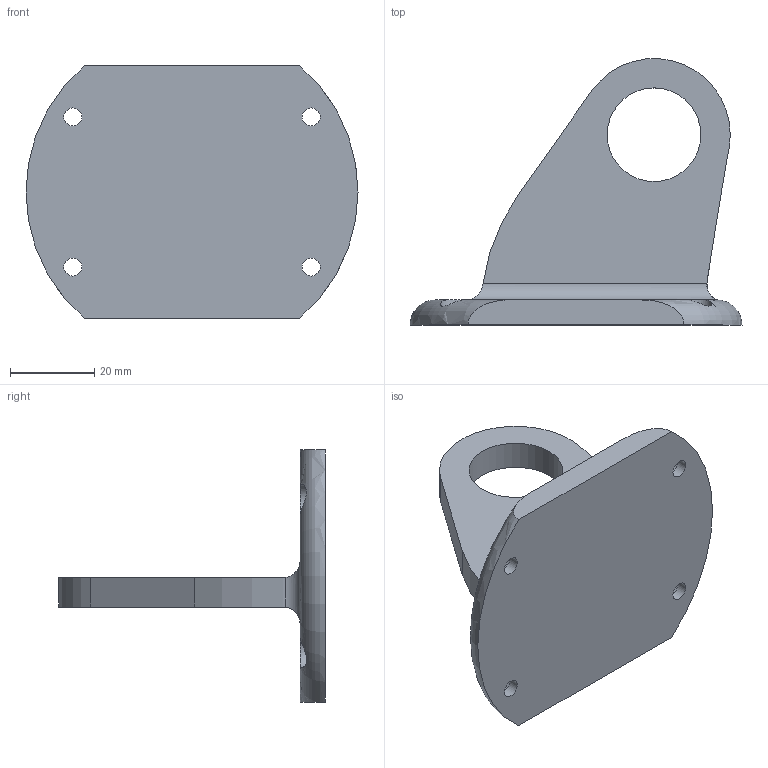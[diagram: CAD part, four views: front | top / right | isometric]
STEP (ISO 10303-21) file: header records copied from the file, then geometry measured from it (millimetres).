
FILE_DESCRIPTION(/* description */ (''),/* implementation_level */ '2;1');
FILE_NAME(/* name */ 'Arm - base center support v1.step',/* time_stamp */ '2022-05-20T10:59:00-04:00',/* author */ (''),/* organization */ (''),/* preprocessor_version */ 'ST-DEVELOPER v18.1',/* originating_system */ 'Autodesk Translation Framework v10.14.0.1471',/* authorisation */ '');
FILE_SCHEMA (('AUTOMOTIVE_DESIGN { 1 0 10303 214 3 1 1 }'));
Length unit declared in the file: millimetre
Products named in the file (1): Arm - base center support
Bounding box: 79 x 63.41 x 60 mm (x, y, z)
Volume: 38463.7 mm3; surface area: 14898.1 mm2
Topology: 1 solids, 1 shells, 32 faces, 88 edges, 58 vertices
Faces by surface type: cylinder 15, plane 13, torus 2, bspline 2
Full cylindrical faces by diameter (mm): 4.3 x4, 8 x4, 22.3 x1
Entity records: 1301 total; most frequent: CARTESIAN_POINT 434, ORIENTED_EDGE 176, DIRECTION 171, EDGE_CURVE 88, AXIS2_PLACEMENT_3D 70, VERTEX_POINT 58, EDGE_LOOP 42, CIRCLE 36
